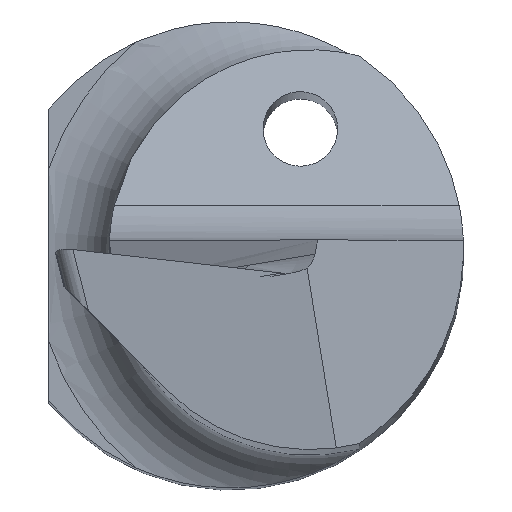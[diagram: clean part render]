
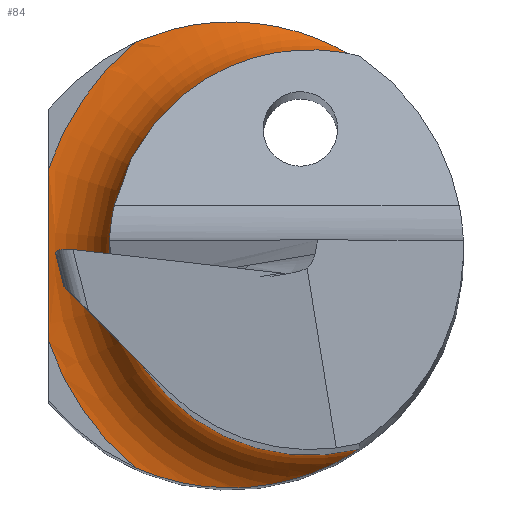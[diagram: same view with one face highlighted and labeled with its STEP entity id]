
A CAD part, top view. The second image highlights one B-rep face of the part: STEP entity #84.
In plain terms, the highlighted toroidal (fillet/blend) face has major radius 2.95 mm and minor radius 0.8 mm.
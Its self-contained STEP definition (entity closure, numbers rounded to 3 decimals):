
#8 = CARTESIAN_POINT ( 'NONE',  ( 0.447, -2.462, 14.89 ) ) ;
#14 = B_SPLINE_CURVE_WITH_KNOTS ( 'NONE', 3,
 ( #758, #406, #52, #332, #619, #261, #825, #839, #777, #632, #8, #287, #142, #73, #486, #769 ),
 .UNSPECIFIED., .F., .F.,
 ( 4, 2, 2, 2, 2, 2, 2, 4 ),
 ( 0., 0., 0., 0.001, 0.001, 0.001, 0.002, 0.003 ),
 .UNSPECIFIED. ) ;
#24 = CARTESIAN_POINT ( 'NONE',  ( -1.018, 2.284, 14.748 ) ) ;
#27 = CARTESIAN_POINT ( 'NONE',  ( 1.382, 2.083, 15.548 ) ) ;
#32 = CARTESIAN_POINT ( 'NONE',  ( 1.365, 2.095, 15.432 ) ) ;
#37 = CARTESIAN_POINT ( 'NONE',  ( -1.95, -0.929, 14.748 ) ) ;
#44 = DIRECTION ( 'NONE',  ( 1., 0., 0. ) ) ;
#52 = CARTESIAN_POINT ( 'NONE',  ( 1.365, -2.095, 15.432 ) ) ;
#56 = EDGE_CURVE ( 'NONE', #645, #696, #886, .T. ) ;
#64 = DIRECTION ( 'NONE',  ( 0., 0., -1. ) ) ;
#73 = CARTESIAN_POINT ( 'NONE',  ( -0.578, -2.443, 14.755 ) ) ;
#84 = ADVANCED_FACE ( 'NONE', ( #120 ), #698, .F. ) ;
#108 = CARTESIAN_POINT ( 'NONE',  ( 1.161, 2.216, 15.178 ) ) ;
#120 = FACE_OUTER_BOUND ( 'NONE', #169, .T. ) ;
#142 = CARTESIAN_POINT ( 'NONE',  ( -0.123, -2.508, 14.791 ) ) ;
#151 = ORIENTED_EDGE ( 'NONE', *, *, #901, .F. ) ;
#169 = EDGE_LOOP ( 'NONE', ( #151, #485, #794, #827, #548, #578 ) ) ;
#180 = CIRCLE ( 'NONE', #708, 2.95 ) ;
#185 = AXIS2_PLACEMENT_3D ( 'NONE', #870, #610, #881 ) ;
#188 = DIRECTION ( 'NONE',  ( 0., 0., -1. ) ) ;
#199 = B_SPLINE_CURVE_WITH_KNOTS ( 'NONE', 3,
 ( #37, #290, #644, #843, #220, #799 ),
 .UNSPECIFIED., .F., .F.,
 ( 4, 2, 4 ),
 ( 0., 0.001, 0.002 ),
 .UNSPECIFIED. ) ;
#220 = CARTESIAN_POINT ( 'NONE',  ( -1.95, 0.619, 14.748 ) ) ;
#227 = CARTESIAN_POINT ( 'NONE',  ( 1.277, 2.15, 15.291 ) ) ;
#243 = CARTESIAN_POINT ( 'NONE',  ( 0.872, 2.345, 15.023 ) ) ;
#261 = CARTESIAN_POINT ( 'NONE',  ( 1.161, -2.216, 15.178 ) ) ;
#275 = CARTESIAN_POINT ( 'NONE',  ( 1.382, -2.083, 15.548 ) ) ;
#287 = CARTESIAN_POINT ( 'NONE',  ( 0.111, -2.508, 14.82 ) ) ;
#290 = CARTESIAN_POINT ( 'NONE',  ( -1.95, -0.619, 14.748 ) ) ;
#293 = CARTESIAN_POINT ( 'NONE',  ( 1.312, 2.128, 15.333 ) ) ;
#295 = CIRCLE ( 'NONE', #350, 2.95 ) ;
#303 = AXIS2_PLACEMENT_3D ( 'NONE', #315, #462, #44 ) ;
#304 = CARTESIAN_POINT ( 'NONE',  ( 0.443, 2.463, 14.889 ) ) ;
#308 = CARTESIAN_POINT ( 'NONE',  ( -1.95, -0.929, 14.748 ) ) ;
#315 = CARTESIAN_POINT ( 'NONE',  ( 0.85, 0., 15.548 ) ) ;
#328 = CARTESIAN_POINT ( 'NONE',  ( 0.85, 0., 14.748 ) ) ;
#332 = CARTESIAN_POINT ( 'NONE',  ( 1.312, -2.128, 15.333 ) ) ;
#350 = AXIS2_PLACEMENT_3D ( 'NONE', #574, #64, #904 ) ;
#369 = VERTEX_POINT ( 'NONE', #551 ) ;
#371 = CARTESIAN_POINT ( 'NONE',  ( 1.068, 2.263, 15.12 ) ) ;
#392 = CARTESIAN_POINT ( 'NONE',  ( -0.804, 2.379, 14.748 ) ) ;
#406 = CARTESIAN_POINT ( 'NONE',  ( 1.382, -2.083, 15.489 ) ) ;
#416 = CARTESIAN_POINT ( 'NONE',  ( -1.018, 2.284, 14.748 ) ) ;
#422 = B_SPLINE_CURVE_WITH_KNOTS ( 'NONE', 3,
 ( #24, #392, #865, #663, #449, #652, #514, #304, #669, #796, #243, #371, #108, #227, #293, #32, #857, #27 ),
 .UNSPECIFIED., .F., .F.,
 ( 4, 2, 2, 2, 2, 2, 2, 2, 4 ),
 ( 0., 0.001, 0.001, 0.001, 0.002, 0.002, 0.002, 0.003, 0.003 ),
 .UNSPECIFIED. ) ;
#449 = CARTESIAN_POINT ( 'NONE',  ( -0.123, 2.5, 14.794 ) ) ;
#462 = DIRECTION ( 'NONE',  ( 0., 0., 1. ) ) ;
#485 = ORIENTED_EDGE ( 'NONE', *, *, #641, .F. ) ;
#486 = CARTESIAN_POINT ( 'NONE',  ( -0.805, -2.378, 14.748 ) ) ;
#514 = CARTESIAN_POINT ( 'NONE',  ( 0.219, 2.493, 14.843 ) ) ;
#548 = ORIENTED_EDGE ( 'NONE', *, *, #770, .F. ) ;
#551 = CARTESIAN_POINT ( 'NONE',  ( -1.018, -2.284, 14.748 ) ) ;
#574 = CARTESIAN_POINT ( 'NONE',  ( 0.85, 0., 14.748 ) ) ;
#578 = ORIENTED_EDGE ( 'NONE', *, *, #746, .F. ) ;
#610 = DIRECTION ( 'NONE',  ( 0., 0., 1. ) ) ;
#616 = DIRECTION ( 'NONE',  ( 1., 0., 0. ) ) ;
#619 = CARTESIAN_POINT ( 'NONE',  ( 1.277, -2.15, 15.291 ) ) ;
#632 = CARTESIAN_POINT ( 'NONE',  ( 0.556, -2.44, 14.917 ) ) ;
#641 = EDGE_CURVE ( 'NONE', #369, #859, #180, .T. ) ;
#644 = CARTESIAN_POINT ( 'NONE',  ( -1.95, -0.31, 14.762 ) ) ;
#645 = VERTEX_POINT ( 'NONE', #754 ) ;
#652 = CARTESIAN_POINT ( 'NONE',  ( 0.106, 2.5, 14.824 ) ) ;
#663 = CARTESIAN_POINT ( 'NONE',  ( -0.24, 2.491, 14.782 ) ) ;
#669 = CARTESIAN_POINT ( 'NONE',  ( 0.555, 2.44, 14.917 ) ) ;
#672 = EDGE_CURVE ( 'NONE', #696, #369, #14, .T. ) ;
#696 = VERTEX_POINT ( 'NONE', #275 ) ;
#698 = TOROIDAL_SURFACE ( 'NONE', #303, 2.95, 0.8 ) ;
#705 = VERTEX_POINT ( 'NONE', #416 ) ;
#708 = AXIS2_PLACEMENT_3D ( 'NONE', #328, #188, #616 ) ;
#746 = EDGE_CURVE ( 'NONE', #844, #705, #295, .T. ) ;
#754 = CARTESIAN_POINT ( 'NONE',  ( 1.382, 2.083, 15.548 ) ) ;
#758 = CARTESIAN_POINT ( 'NONE',  ( 1.382, -2.083, 15.548 ) ) ;
#769 = CARTESIAN_POINT ( 'NONE',  ( -1.018, -2.284, 14.748 ) ) ;
#770 = EDGE_CURVE ( 'NONE', #705, #645, #422, .T. ) ;
#777 = CARTESIAN_POINT ( 'NONE',  ( 0.77, -2.381, 14.984 ) ) ;
#794 = ORIENTED_EDGE ( 'NONE', *, *, #672, .F. ) ;
#796 = CARTESIAN_POINT ( 'NONE',  ( 0.769, 2.381, 14.984 ) ) ;
#799 = CARTESIAN_POINT ( 'NONE',  ( -1.95, 0.929, 14.748 ) ) ;
#801 = CARTESIAN_POINT ( 'NONE',  ( -1.95, 0.929, 14.748 ) ) ;
#825 = CARTESIAN_POINT ( 'NONE',  ( 1.068, -2.263, 15.121 ) ) ;
#827 = ORIENTED_EDGE ( 'NONE', *, *, #56, .F. ) ;
#839 = CARTESIAN_POINT ( 'NONE',  ( 0.874, -2.344, 15.024 ) ) ;
#843 = CARTESIAN_POINT ( 'NONE',  ( -1.95, 0.31, 14.762 ) ) ;
#844 = VERTEX_POINT ( 'NONE', #801 ) ;
#857 = CARTESIAN_POINT ( 'NONE',  ( 1.382, 2.083, 15.489 ) ) ;
#859 = VERTEX_POINT ( 'NONE', #308 ) ;
#865 = CARTESIAN_POINT ( 'NONE',  ( -0.583, 2.442, 14.755 ) ) ;
#870 = CARTESIAN_POINT ( 'NONE',  ( 0.85, 0., 15.548 ) ) ;
#881 = DIRECTION ( 'NONE',  ( 1., 0., 0. ) ) ;
#886 = CIRCLE ( 'NONE', #185, 2.15 ) ;
#901 = EDGE_CURVE ( 'NONE', #859, #844, #199, .T. ) ;
#904 = DIRECTION ( 'NONE',  ( 1., 0., 0. ) ) ;
